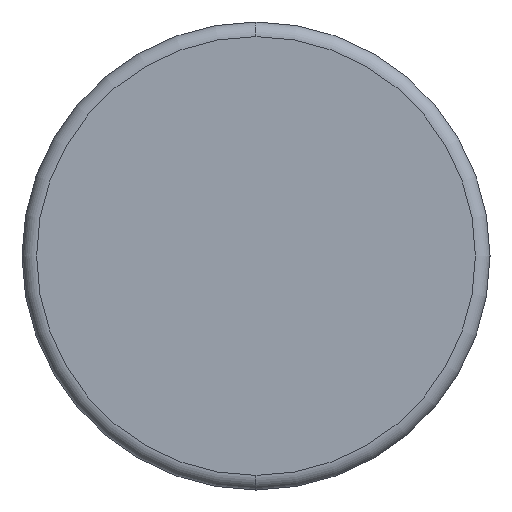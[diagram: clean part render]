
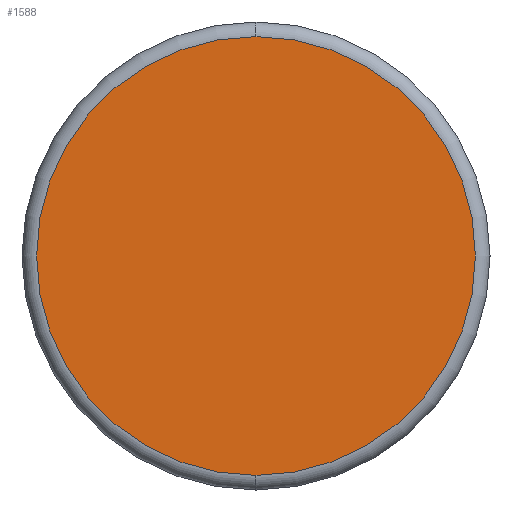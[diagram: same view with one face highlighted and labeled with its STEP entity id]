
A CAD part, left-side view. The second image highlights one B-rep face of the part: STEP entity #1588.
In plain terms, the highlighted planar face has unit normal (-1, 0, 0).
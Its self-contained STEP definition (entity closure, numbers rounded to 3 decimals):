
#524 = DIRECTION ( 'NONE',  ( 0., 0., 1. ) ) ;
#1220 = AXIS2_PLACEMENT_3D ( 'NONE', #7981, #13471, #524 ) ;
#1522 = CARTESIAN_POINT ( 'NONE',  ( -1.651, 0., 1.55 ) ) ;
#1588 = ADVANCED_FACE ( 'NONE', ( #8616 ), #9832, .T. ) ;
#1661 = EDGE_CURVE ( 'NONE', #10513, #7917, #10622, .T. ) ;
#3349 = DIRECTION ( 'NONE',  ( -1., 0., 0. ) ) ;
#3483 = DIRECTION ( 'NONE',  ( 0., 0., 1. ) ) ;
#4314 = EDGE_CURVE ( 'NONE', #7917, #10513, #8641, .T. ) ;
#4483 = CARTESIAN_POINT ( 'NONE',  ( -1.651, 0., 0.05 ) ) ;
#5271 = EDGE_LOOP ( 'NONE', ( #7082, #13010 ) ) ;
#5868 = CARTESIAN_POINT ( 'NONE',  ( -1.651, 0., 0.8 ) ) ;
#6535 = AXIS2_PLACEMENT_3D ( 'NONE', #12918, #3349, #3483 ) ;
#7082 = ORIENTED_EDGE ( 'NONE', *, *, #4314, .T. ) ;
#7917 = VERTEX_POINT ( 'NONE', #1522 ) ;
#7981 = CARTESIAN_POINT ( 'NONE',  ( -1.651, 0., 0.8 ) ) ;
#8051 = DIRECTION ( 'NONE',  ( 0., 0., 1. ) ) ;
#8616 = FACE_OUTER_BOUND ( 'NONE', #5271, .T. ) ;
#8641 = CIRCLE ( 'NONE', #1220, 0.75 ) ;
#9832 = PLANE ( 'NONE',  #6535 ) ;
#10513 = VERTEX_POINT ( 'NONE', #4483 ) ;
#10622 = CIRCLE ( 'NONE', #13531, 0.75 ) ;
#11170 = DIRECTION ( 'NONE',  ( -1., 0., 0. ) ) ;
#12918 = CARTESIAN_POINT ( 'NONE',  ( -1.651, 0., 0.8 ) ) ;
#13010 = ORIENTED_EDGE ( 'NONE', *, *, #1661, .T. ) ;
#13471 = DIRECTION ( 'NONE',  ( -1., 0., 0. ) ) ;
#13531 = AXIS2_PLACEMENT_3D ( 'NONE', #5868, #11170, #8051 ) ;
